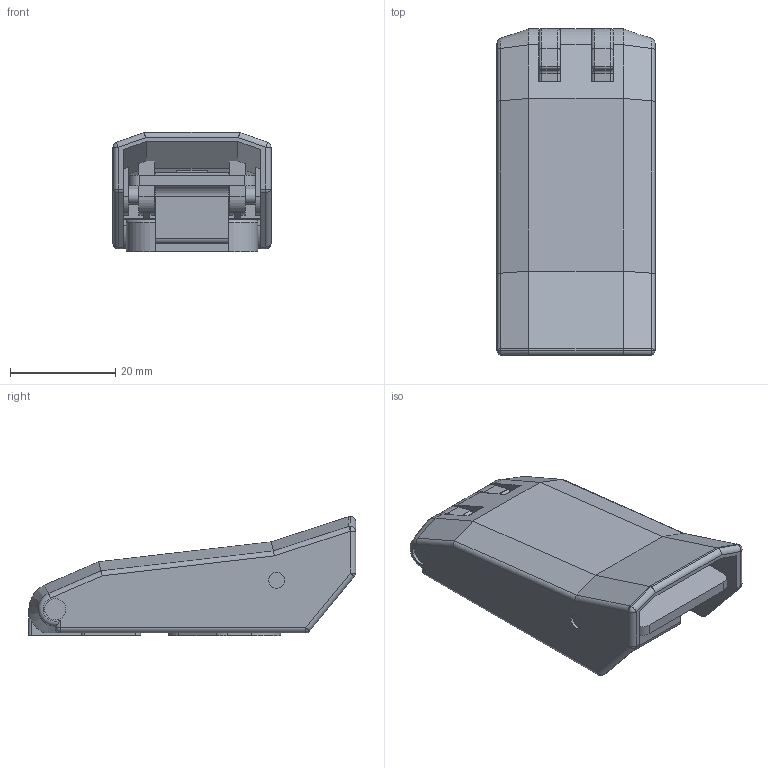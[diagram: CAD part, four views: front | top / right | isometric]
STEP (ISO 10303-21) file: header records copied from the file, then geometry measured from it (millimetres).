
FILE_DESCRIPTION (( 'STEP AP214' ), '1' );
FILE_NAME ('TL_403.STEP', '2015-08-24T04:24:13', ( '' ), ( '' ), 'SwSTEP 2.0', 'SolidWorks 2015', '' );
FILE_SCHEMA (( 'AUTOMOTIVE_DESIGN' ));
Length unit declared in the file: millimetre
Products named in the file (4): keeper; base; cover; TL_403
Assembly tree (3 placements, depth 2):
  TL_403
    cover
    base
    keeper
Bounding box: 30 x 62.1 x 22.61 mm (x, y, z)
Volume: 14631.5 mm3; surface area: 13741.2 mm2
Topology: 3 solids, 3 shells, 454 faces, 1169 edges, 702 vertices
Faces by surface type: plane 192, cylinder 184, sphere 32, torus 22, cone 12, bspline 12
Entity records: 14083 total; most frequent: CARTESIAN_POINT 2900, DIRECTION 2363, ORIENTED_EDGE 2302, EDGE_CURVE 1151, AXIS2_PLACEMENT_3D 819, LINE 725, VECTOR 725, VERTEX_POINT 702
